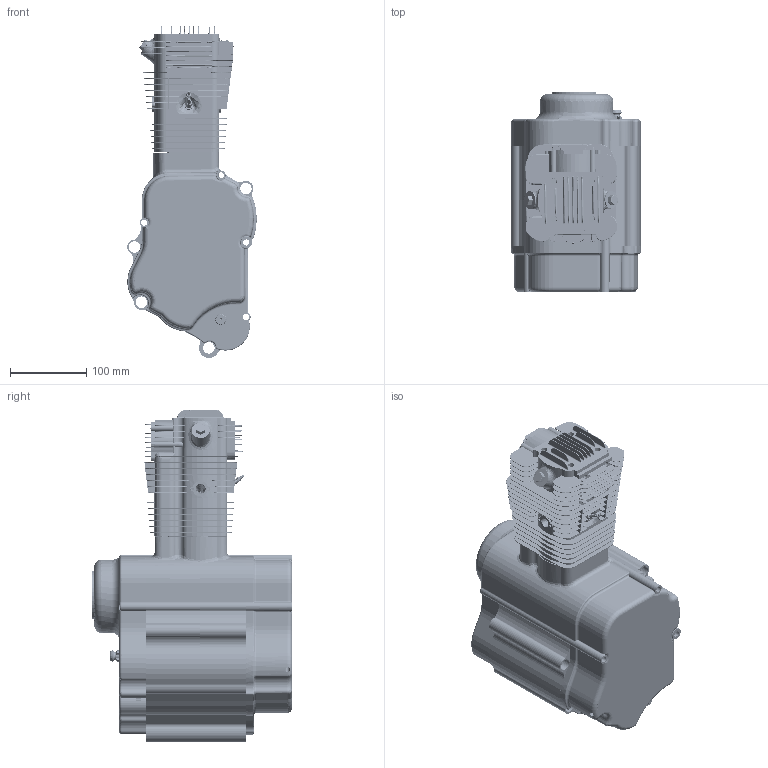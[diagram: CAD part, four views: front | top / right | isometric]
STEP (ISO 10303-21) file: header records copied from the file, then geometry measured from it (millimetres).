
FILE_DESCRIPTION(('FreeCAD Model'),'2;1');
FILE_NAME('Open CASCADE Shape Model','2025-05-02T20:03:06',('FreeCAD'),( 'FreeCAD'),'Open CASCADE STEP processor 7.6','FreeCAD','Unknown');
FILE_SCHEMA(('AUTOMOTIVE_DESIGN { 1 0 10303 214 1 1 1 1 }'));
Products named in the file (1): Open CASCADE STEP translator 7.6 1
Bounding box: 169.57 x 262 x 434.67 mm (x, y, z)
Volume: 2662805.6 mm3; surface area: 1415345.8 mm2
Topology: 144 solids, 145 shells, 10094 faces, 26162 edges, 16376 vertices
Faces by surface type: cylinder 4958, plane 2656, torus 1186, bspline 946, cone 253, sphere 91, extrusion 4
Full cylindrical faces by diameter (mm): 1.9 x1, 2 x2, 2.717 x1, 3 x74, 3.5 x4, 3.565 x2, 4 x4, 4.235 x1, 5 x56, 5.47 x1, 5.838 x1, 6 x20, 6.48 x6, 7.2 x1, 8 x42, 8.5 x1, 9 x1, 9.492 x1, 10 x14, 11 x4, 12 x11, 14.616 x1, 15 x38, 15.727 x1, 16 x4, 17 x3, 18 x1, 19 x2, 20 x9, 20.769 x1
Entity records: 516213 total; most frequent: CARTESIAN_POINT 269403, DIRECTION 53522, ORIENTED_EDGE 52003, EDGE_CURVE 26004, AXIS2_PLACEMENT_3D 21764, VERTEX_POINT 16376, CIRCLE 12403, FACE_BOUND 10769
